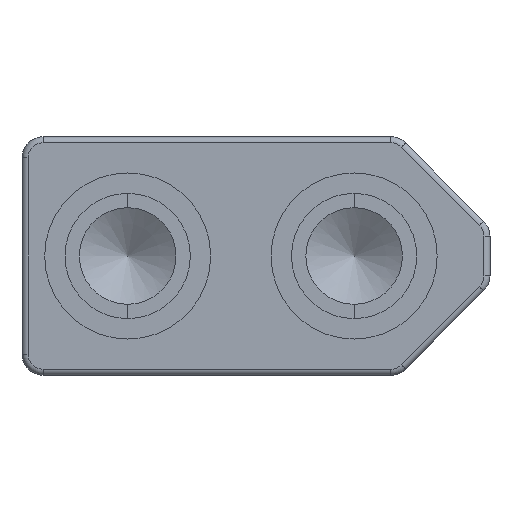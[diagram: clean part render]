
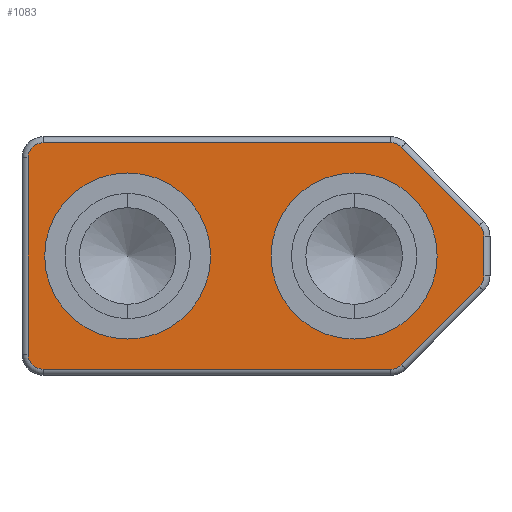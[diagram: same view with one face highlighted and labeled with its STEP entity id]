
A CAD part, front view. The second image highlights one B-rep face of the part: STEP entity #1083.
In plain terms, the highlighted planar face has unit normal (0, -1, 0).
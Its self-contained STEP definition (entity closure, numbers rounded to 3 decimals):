
#41=FACE_BOUND('',#246,.T.);
#42=FACE_BOUND('',#247,.T.);
#84=CIRCLE('',#1143,0.5);
#90=CIRCLE('',#1151,0.5);
#94=CIRCLE('',#1157,0.5);
#98=CIRCLE('',#1163,0.5);
#102=CIRCLE('',#1169,0.5);
#106=CIRCLE('',#1175,0.5);
#110=CIRCLE('',#1187,2.75);
#111=CIRCLE('',#1188,2.75);
#173=FACE_OUTER_BOUND('',#245,.T.);
#245=EDGE_LOOP('',(#839,#840,#841,#842,#843,#844,#845,#846,#847,#848,#849,
#850));
#246=EDGE_LOOP('',(#851));
#247=EDGE_LOOP('',(#852));
#338=LINE('',#1690,#426);
#340=LINE('',#1702,#428);
#342=LINE('',#1714,#430);
#344=LINE('',#1726,#432);
#346=LINE('',#1738,#434);
#348=LINE('',#1747,#436);
#426=VECTOR('',#1328,3.663);
#428=VECTOR('',#1342,1.32);
#430=VECTOR('',#1356,3.663);
#432=VECTOR('',#1370,11.51);
#434=VECTOR('',#1384,6.5);
#436=VECTOR('',#1396,11.51);
#506=VERTEX_POINT('',#1678);
#507=VERTEX_POINT('',#1680);
#509=VERTEX_POINT('',#1686);
#511=VERTEX_POINT('',#1692);
#513=VERTEX_POINT('',#1698);
#515=VERTEX_POINT('',#1704);
#517=VERTEX_POINT('',#1710);
#519=VERTEX_POINT('',#1716);
#521=VERTEX_POINT('',#1722);
#523=VERTEX_POINT('',#1728);
#525=VERTEX_POINT('',#1734);
#527=VERTEX_POINT('',#1740);
#536=VERTEX_POINT('',#1775);
#537=VERTEX_POINT('',#1777);
#612=EDGE_CURVE('',#506,#507,#84,.T.);
#617=EDGE_CURVE('',#507,#509,#338,.T.);
#620=EDGE_CURVE('',#509,#511,#90,.T.);
#623=EDGE_CURVE('',#511,#513,#340,.T.);
#626=EDGE_CURVE('',#513,#515,#94,.T.);
#629=EDGE_CURVE('',#515,#517,#342,.T.);
#632=EDGE_CURVE('',#517,#519,#98,.T.);
#635=EDGE_CURVE('',#519,#521,#344,.T.);
#638=EDGE_CURVE('',#521,#523,#102,.T.);
#641=EDGE_CURVE('',#523,#525,#346,.T.);
#644=EDGE_CURVE('',#525,#527,#106,.T.);
#646=EDGE_CURVE('',#527,#506,#348,.T.);
#660=EDGE_CURVE('',#536,#536,#110,.T.);
#661=EDGE_CURVE('',#537,#537,#111,.T.);
#839=ORIENTED_EDGE('',*,*,#612,.F.);
#840=ORIENTED_EDGE('',*,*,#646,.F.);
#841=ORIENTED_EDGE('',*,*,#644,.F.);
#842=ORIENTED_EDGE('',*,*,#641,.F.);
#843=ORIENTED_EDGE('',*,*,#638,.F.);
#844=ORIENTED_EDGE('',*,*,#635,.F.);
#845=ORIENTED_EDGE('',*,*,#632,.F.);
#846=ORIENTED_EDGE('',*,*,#629,.F.);
#847=ORIENTED_EDGE('',*,*,#626,.F.);
#848=ORIENTED_EDGE('',*,*,#623,.F.);
#849=ORIENTED_EDGE('',*,*,#620,.F.);
#850=ORIENTED_EDGE('',*,*,#617,.F.);
#851=ORIENTED_EDGE('',*,*,#660,.T.);
#852=ORIENTED_EDGE('',*,*,#661,.T.);
#1028=PLANE('',#1186);
#1083=ADVANCED_FACE('',(#173,#41,#42),#1028,.F.);
#1143=AXIS2_PLACEMENT_3D('',#1681,#1317,#1318);
#1151=AXIS2_PLACEMENT_3D('',#1696,#1335,#1336);
#1157=AXIS2_PLACEMENT_3D('',#1708,#1349,#1350);
#1163=AXIS2_PLACEMENT_3D('',#1720,#1363,#1364);
#1169=AXIS2_PLACEMENT_3D('',#1732,#1377,#1378);
#1175=AXIS2_PLACEMENT_3D('',#1744,#1391,#1392);
#1186=AXIS2_PLACEMENT_3D('',#1774,#1425,#1426);
#1187=AXIS2_PLACEMENT_3D('',#1776,#1427,#1428);
#1188=AXIS2_PLACEMENT_3D('',#1778,#1429,#1430);
#1317=DIRECTION('center_axis',(0.,1.,0.));
#1318=DIRECTION('ref_axis',(0.383,0.,0.924));
#1328=DIRECTION('',(0.707,0.,-0.707));
#1335=DIRECTION('center_axis',(0.,1.,0.));
#1336=DIRECTION('ref_axis',(0.924,0.,0.383));
#1342=DIRECTION('',(0.,0.,-1.));
#1349=DIRECTION('center_axis',(0.,1.,0.));
#1350=DIRECTION('ref_axis',(0.924,0.,-0.383));
#1356=DIRECTION('',(-0.707,0.,-0.707));
#1363=DIRECTION('center_axis',(0.,1.,0.));
#1364=DIRECTION('ref_axis',(0.383,0.,-0.924));
#1370=DIRECTION('',(-1.,0.,0.));
#1377=DIRECTION('center_axis',(0.,1.,0.));
#1378=DIRECTION('ref_axis',(-0.707,0.,-0.707));
#1384=DIRECTION('',(0.,0.,1.));
#1391=DIRECTION('center_axis',(0.,1.,0.));
#1392=DIRECTION('ref_axis',(-0.707,0.,0.707));
#1396=DIRECTION('',(1.,0.,0.));
#1425=DIRECTION('center_axis',(0.,1.,0.));
#1426=DIRECTION('ref_axis',(0.,0.,1.));
#1427=DIRECTION('center_axis',(0.,1.,0.));
#1428=DIRECTION('ref_axis',(-1.,0.,0.));
#1429=DIRECTION('center_axis',(0.,1.,0.));
#1430=DIRECTION('ref_axis',(-1.,0.,0.));
#1678=CARTESIAN_POINT('',(-3.29,0.,7.7));
#1680=CARTESIAN_POINT('',(-2.936,0.,7.554));
#1681=CARTESIAN_POINT('Origin',(-3.29,0.,7.2));
#1686=CARTESIAN_POINT('',(-0.346,0.,4.964));
#1690=CARTESIAN_POINT('',(-2.591,0.,7.209));
#1692=CARTESIAN_POINT('',(-0.2,0.,4.61));
#1696=CARTESIAN_POINT('Origin',(-0.7,0.,4.61));
#1698=CARTESIAN_POINT('',(-0.2,0.,3.29));
#1702=CARTESIAN_POINT('',(-0.2,0.,5.925));
#1704=CARTESIAN_POINT('',(-0.346,0.,2.936));
#1708=CARTESIAN_POINT('Origin',(-0.7,0.,3.29));
#1710=CARTESIAN_POINT('',(-2.936,0.,0.346));
#1714=CARTESIAN_POINT('',(-2.591,0.,0.691));
#1716=CARTESIAN_POINT('',(-3.29,0.,0.2));
#1720=CARTESIAN_POINT('Origin',(-3.29,0.,0.7));
#1722=CARTESIAN_POINT('',(-14.8,0.,0.2));
#1726=CARTESIAN_POINT('',(-3.875,0.,0.2));
#1728=CARTESIAN_POINT('',(-15.3,0.,0.7));
#1732=CARTESIAN_POINT('Origin',(-14.8,0.,0.7));
#1734=CARTESIAN_POINT('',(-15.3,0.,7.2));
#1738=CARTESIAN_POINT('',(-15.3,0.,1.975));
#1740=CARTESIAN_POINT('',(-14.8,0.,7.7));
#1744=CARTESIAN_POINT('Origin',(-14.8,0.,7.2));
#1747=CARTESIAN_POINT('',(-11.625,0.,7.7));
#1774=CARTESIAN_POINT('Origin',(-7.75,0.,3.95));
#1775=CARTESIAN_POINT('',(-9.25,0.,3.95));
#1776=CARTESIAN_POINT('Origin',(-12.,0.,3.95));
#1777=CARTESIAN_POINT('',(-1.75,0.,3.95));
#1778=CARTESIAN_POINT('Origin',(-4.5,0.,3.95));
